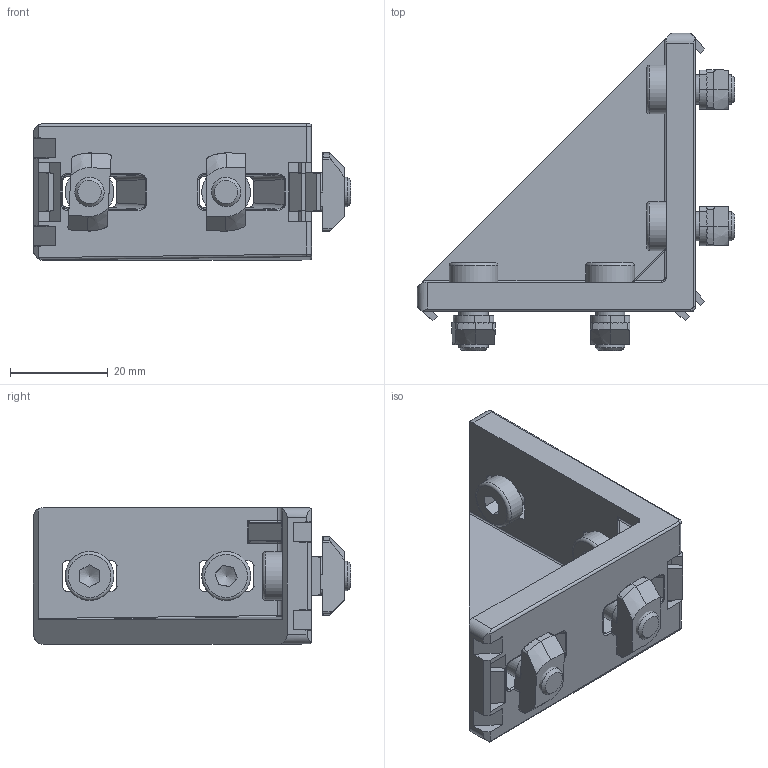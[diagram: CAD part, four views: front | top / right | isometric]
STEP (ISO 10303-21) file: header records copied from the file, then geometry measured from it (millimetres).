
FILE_DESCRIPTION(/* description */ (''),/* implementation_level */ '2;1');
FILE_NAME(/* name */ 'Syskomp 482538712 Winkel 30x60 silber.stp',/* time_stamp */ '2014-01-15T14:02:22+01:00',/* author */ ('mstrom'),/* organization */ (''),/* preprocessor_version */ 'ST-DEVELOPER v15.2',/* originating_system */ 'Autodesk Inventor 2014',/* authorisation */ '0 mm^3');
FILE_SCHEMA (('AUTOMOTIVE_DESIGN { 1 0 10303 214 3 1 1 }'));
Length unit declared in the file: millimetre
Products named in the file (4): Syskomp 482523538 Winkel 30x60; DIN 7984 - M6 x 14; Syskomp 482501753 Hammermutter N8 M6 verzinkt; Syskomp 482538712 Winkel 30x60 silber
Bounding box: 65 x 65 x 28 mm (x, y, z)
Volume: 26122.7 mm3; surface area: 14722.1 mm2
Topology: 9 solids, 9 shells, 445 faces, 1155 edges, 732 vertices
Faces by surface type: plane 286, cylinder 106, bspline 27, cone 16, torus 10
Full cylindrical faces by diameter (mm): 4.917 x4, 6 x4, 10 x4
Entity records: 8032 total; most frequent: CARTESIAN_POINT 2282, ORIENTED_EDGE 1184, DIRECTION 1140, EDGE_CURVE 592, AXIS2_PLACEMENT_3D 382, LINE 376, VECTOR 376, VERTEX_POINT 375
